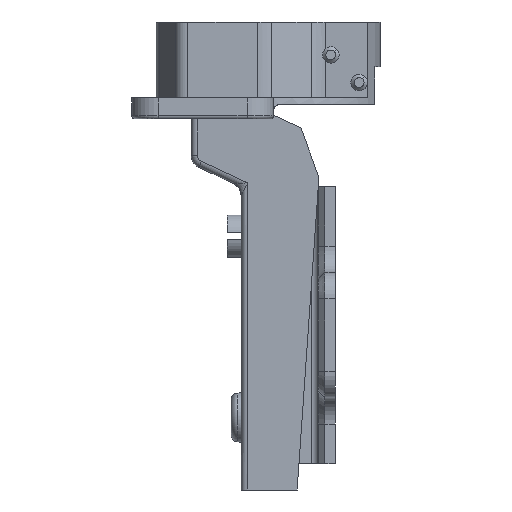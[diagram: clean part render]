
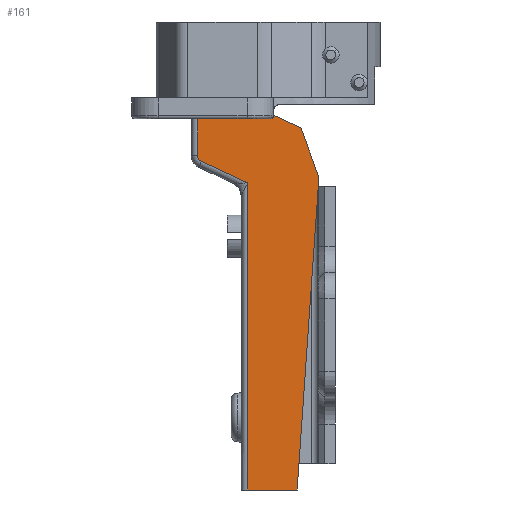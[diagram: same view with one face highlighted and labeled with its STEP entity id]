
A CAD part, left-side view. The second image highlights one B-rep face of the part: STEP entity #161.
In plain terms, the highlighted planar face has unit normal (-1, 0, 0).
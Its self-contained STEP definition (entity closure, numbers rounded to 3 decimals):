
#3 = CARTESIAN_POINT ( 'NONE',  ( -8.25, -9.064, 54.959 ) ) ;
#140 = CARTESIAN_POINT ( 'NONE',  ( -8.25, 6.6, 50.774 ) ) ;
#161 = ADVANCED_FACE ( 'NONE', ( #6330, #434 ), #4894, .F. ) ;
#239 = ORIENTED_EDGE ( 'NONE', *, *, #894, .F. ) ;
#395 = CARTESIAN_POINT ( 'NONE',  ( -8.25, 6.6, 65. ) ) ;
#434 = FACE_OUTER_BOUND ( 'NONE', #14350, .T. ) ;
#444 = CARTESIAN_POINT ( 'NONE',  ( -8.25, 6.1, 60. ) ) ;
#532 = CARTESIAN_POINT ( 'NONE',  ( -8.25, 0.1, 65. ) ) ;
#604 = VERTEX_POINT ( 'NONE', #12721 ) ;
#656 = VECTOR ( 'NONE', #1288, 1000. ) ;
#805 = DIRECTION ( 'NONE',  ( 0., 0., -1. ) ) ;
#856 = VERTEX_POINT ( 'NONE', #6721 ) ;
#867 = VERTEX_POINT ( 'NONE', #140 ) ;
#894 = EDGE_CURVE ( 'NONE', #4205, #604, #9136, .T. ) ;
#899 = VERTEX_POINT ( 'NONE', #11246 ) ;
#924 = ORIENTED_EDGE ( 'NONE', *, *, #7693, .T. ) ;
#1070 = DIRECTION ( 'NONE',  ( 0., 0., -1. ) ) ;
#1160 = ORIENTED_EDGE ( 'NONE', *, *, #12345, .F. ) ;
#1288 = DIRECTION ( 'NONE',  ( 0., 0., -1. ) ) ;
#1373 = DIRECTION ( 'NONE',  ( 0., 0., 1. ) ) ;
#1596 = CIRCLE ( 'NONE', #12075, 2. ) ;
#1629 = CARTESIAN_POINT ( 'NONE',  ( -8.25, -8.5, 0. ) ) ;
#1645 = DIRECTION ( 'NONE',  ( 0., 0., -1. ) ) ;
#2027 = VERTEX_POINT ( 'NONE', #5732 ) ;
#2062 = VERTEX_POINT ( 'NONE', #5805 ) ;
#2171 = VERTEX_POINT ( 'NONE', #3618 ) ;
#2325 = LINE ( 'NONE', #9130, #10540 ) ;
#2353 = CARTESIAN_POINT ( 'NONE',  ( -8.25, -8.5, 0. ) ) ;
#2370 = CARTESIAN_POINT ( 'NONE',  ( -8.25, 10.239, 51.834 ) ) ;
#2375 = ORIENTED_EDGE ( 'NONE', *, *, #9599, .F. ) ;
#2377 = VECTOR ( 'NONE', #4605, 1000. ) ;
#2587 = EDGE_CURVE ( 'NONE', #2027, #2171, #1596, .T. ) ;
#2803 = DIRECTION ( 'NONE',  ( 1., 0., 0. ) ) ;
#3050 = DIRECTION ( 'NONE',  ( 1., 0., 0. ) ) ;
#3353 = CIRCLE ( 'NONE', #5436, 1. ) ;
#3363 = CARTESIAN_POINT ( 'NONE',  ( -8.25, 4.1, 65. ) ) ;
#3378 = EDGE_CURVE ( 'NONE', #9940, #5875, #8156, .T. ) ;
#3535 = LINE ( 'NONE', #4772, #4573 ) ;
#3618 = CARTESIAN_POINT ( 'NONE',  ( -8.25, 4.1, 67. ) ) ;
#3914 = EDGE_CURVE ( 'NONE', #899, #9940, #6562, .T. ) ;
#3975 = DIRECTION ( 'NONE',  ( 0., 0., -1. ) ) ;
#3989 = DIRECTION ( 'NONE',  ( 0., -1., 0. ) ) ;
#3997 = EDGE_CURVE ( 'NONE', #14367, #2027, #2325, .T. ) ;
#4012 = CARTESIAN_POINT ( 'NONE',  ( -8.25, 5.6, 50.774 ) ) ;
#4069 = CARTESIAN_POINT ( 'NONE',  ( -8.25, -1.9, 65. ) ) ;
#4137 = LINE ( 'NONE', #7562, #6432 ) ;
#4157 = DIRECTION ( 'NONE',  ( 0., 0., -1. ) ) ;
#4205 = VERTEX_POINT ( 'NONE', #4069 ) ;
#4571 = CARTESIAN_POINT ( 'NONE',  ( -8.25, 0.1, 67. ) ) ;
#4573 = VECTOR ( 'NONE', #10177, 1000. ) ;
#4605 = DIRECTION ( 'NONE',  ( 0., 0.069, -0.998 ) ) ;
#4611 = ORIENTED_EDGE ( 'NONE', *, *, #5416, .T. ) ;
#4772 = CARTESIAN_POINT ( 'NONE',  ( -8.25, -1.9, 58.3 ) ) ;
#4894 = PLANE ( 'NONE',  #13909 ) ;
#4904 = VERTEX_POINT ( 'NONE', #7386 ) ;
#4995 = DIRECTION ( 'NONE',  ( 0., 0., -1. ) ) ;
#5057 = LINE ( 'NONE', #395, #9174 ) ;
#5373 = ORIENTED_EDGE ( 'NONE', *, *, #9384, .F. ) ;
#5416 = EDGE_CURVE ( 'NONE', #11130, #5875, #12253, .T. ) ;
#5436 = AXIS2_PLACEMENT_3D ( 'NONE', #4012, #9969, #5593 ) ;
#5567 = VECTOR ( 'NONE', #3989, 1000. ) ;
#5583 = ORIENTED_EDGE ( 'NONE', *, *, #3997, .F. ) ;
#5593 = DIRECTION ( 'NONE',  ( 0., 0., -1. ) ) ;
#5607 = EDGE_CURVE ( 'NONE', #2171, #8203, #9458, .T. ) ;
#5638 = VECTOR ( 'NONE', #9387, 1000. ) ;
#5662 = CARTESIAN_POINT ( 'NONE',  ( -8.25, -1., 0. ) ) ;
#5688 = ORIENTED_EDGE ( 'NONE', *, *, #2587, .F. ) ;
#5732 = CARTESIAN_POINT ( 'NONE',  ( -8.25, 6.1, 65. ) ) ;
#5805 = CARTESIAN_POINT ( 'NONE',  ( -8.25, 3.7, 62.65 ) ) ;
#5875 = VERTEX_POINT ( 'NONE', #5662 ) ;
#6330 = FACE_BOUND ( 'NONE', #8122, .T. ) ;
#6344 = CIRCLE ( 'NONE', #13122, 1.25 ) ;
#6432 = VECTOR ( 'NONE', #6691, 1000. ) ;
#6561 = DIRECTION ( 'NONE',  ( 1., 0., 0. ) ) ;
#6562 = LINE ( 'NONE', #7731, #2377 ) ;
#6647 = VECTOR ( 'NONE', #13336, 1000. ) ;
#6691 = DIRECTION ( 'NONE',  ( 0., -1., 0. ) ) ;
#6721 = CARTESIAN_POINT ( 'NONE',  ( -8.25, 3.7, 65.15 ) ) ;
#7386 = CARTESIAN_POINT ( 'NONE',  ( -8.25, 6.6, 60. ) ) ;
#7562 = CARTESIAN_POINT ( 'NONE',  ( -8.25, 7.6, 60. ) ) ;
#7605 = DIRECTION ( 'NONE',  ( 1., 0., 0. ) ) ;
#7669 = CARTESIAN_POINT ( 'NONE',  ( -8.25, -1., 46.593 ) ) ;
#7693 = EDGE_CURVE ( 'NONE', #856, #2062, #6344, .T. ) ;
#7731 = CARTESIAN_POINT ( 'NONE',  ( -8.25, -11.8, 47.442 ) ) ;
#7747 = DIRECTION ( 'NONE',  ( 0., -0.342, -0.94 ) ) ;
#7900 = LINE ( 'NONE', #14249, #9216 ) ;
#8007 = AXIS2_PLACEMENT_3D ( 'NONE', #532, #2803, #4995 ) ;
#8122 = EDGE_LOOP ( 'NONE', ( #8509, #924 ) ) ;
#8156 = LINE ( 'NONE', #1629, #5638 ) ;
#8203 = VERTEX_POINT ( 'NONE', #4571 ) ;
#8342 = CIRCLE ( 'NONE', #12547, 1.25 ) ;
#8398 = EDGE_CURVE ( 'NONE', #4904, #867, #5057, .T. ) ;
#8433 = CARTESIAN_POINT ( 'NONE',  ( -8.25, 4.1, 67. ) ) ;
#8442 = VERTEX_POINT ( 'NONE', #13973 ) ;
#8509 = ORIENTED_EDGE ( 'NONE', *, *, #14096, .T. ) ;
#9025 = LINE ( 'NONE', #2370, #6647 ) ;
#9130 = CARTESIAN_POINT ( 'NONE',  ( -8.25, 6.1, 60. ) ) ;
#9136 = LINE ( 'NONE', #12488, #12636 ) ;
#9174 = VECTOR ( 'NONE', #3975, 1000. ) ;
#9216 = VECTOR ( 'NONE', #7747, 1000. ) ;
#9384 = EDGE_CURVE ( 'NONE', #8442, #867, #3353, .T. ) ;
#9387 = DIRECTION ( 'NONE',  ( 0., 1., 0. ) ) ;
#9458 = LINE ( 'NONE', #8433, #5567 ) ;
#9599 = EDGE_CURVE ( 'NONE', #8203, #4205, #14309, .T. ) ;
#9735 = ORIENTED_EDGE ( 'NONE', *, *, #5607, .F. ) ;
#9940 = VERTEX_POINT ( 'NONE', #2353 ) ;
#9969 = DIRECTION ( 'NONE',  ( 1., 0., 0. ) ) ;
#10177 = DIRECTION ( 'NONE',  ( 0., -0.906, -0.423 ) ) ;
#10265 = EDGE_CURVE ( 'NONE', #8442, #11130, #9025, .T. ) ;
#10540 = VECTOR ( 'NONE', #1373, 1000. ) ;
#10858 = EDGE_CURVE ( 'NONE', #604, #13709, #3535, .T. ) ;
#11130 = VERTEX_POINT ( 'NONE', #7669 ) ;
#11246 = CARTESIAN_POINT ( 'NONE',  ( -8.25, -11.8, 47.442 ) ) ;
#11576 = ORIENTED_EDGE ( 'NONE', *, *, #8398, .T. ) ;
#12075 = AXIS2_PLACEMENT_3D ( 'NONE', #3363, #6561, #4157 ) ;
#12197 = DIRECTION ( 'NONE',  ( 0., 0., -1. ) ) ;
#12253 = LINE ( 'NONE', #13350, #656 ) ;
#12345 = EDGE_CURVE ( 'NONE', #13709, #899, #7900, .T. ) ;
#12488 = CARTESIAN_POINT ( 'NONE',  ( -8.25, -1.9, 65. ) ) ;
#12515 = ORIENTED_EDGE ( 'NONE', *, *, #3378, .F. ) ;
#12547 = AXIS2_PLACEMENT_3D ( 'NONE', #13161, #7605, #805 ) ;
#12607 = ORIENTED_EDGE ( 'NONE', *, *, #10265, .T. ) ;
#12636 = VECTOR ( 'NONE', #12197, 1000. ) ;
#12706 = CARTESIAN_POINT ( 'NONE',  ( -8.25, 4.1, 65. ) ) ;
#12721 = CARTESIAN_POINT ( 'NONE',  ( -8.25, -1.9, 58.3 ) ) ;
#13122 = AXIS2_PLACEMENT_3D ( 'NONE', #14010, #3050, #1645 ) ;
#13161 = CARTESIAN_POINT ( 'NONE',  ( -8.25, 3.7, 63.9 ) ) ;
#13202 = EDGE_CURVE ( 'NONE', #4904, #14367, #4137, .T. ) ;
#13336 = DIRECTION ( 'NONE',  ( 0., -0.906, -0.423 ) ) ;
#13350 = CARTESIAN_POINT ( 'NONE',  ( -8.25, -1., 65. ) ) ;
#13709 = VERTEX_POINT ( 'NONE', #3 ) ;
#13806 = DIRECTION ( 'NONE',  ( 1., 0., 0. ) ) ;
#13909 = AXIS2_PLACEMENT_3D ( 'NONE', #12706, #13806, #1070 ) ;
#13973 = CARTESIAN_POINT ( 'NONE',  ( -8.25, 6.023, 49.868 ) ) ;
#14010 = CARTESIAN_POINT ( 'NONE',  ( -8.25, 3.7, 63.9 ) ) ;
#14096 = EDGE_CURVE ( 'NONE', #2062, #856, #8342, .T. ) ;
#14129 = ORIENTED_EDGE ( 'NONE', *, *, #10858, .F. ) ;
#14249 = CARTESIAN_POINT ( 'NONE',  ( -8.25, -9.064, 54.959 ) ) ;
#14309 = CIRCLE ( 'NONE', #8007, 2. ) ;
#14318 = ORIENTED_EDGE ( 'NONE', *, *, #3914, .F. ) ;
#14350 = EDGE_LOOP ( 'NONE', ( #5373, #12607, #4611, #12515, #14318, #1160, #14129, #239, #2375, #9735, #5688, #5583, #14393, #11576 ) ) ;
#14367 = VERTEX_POINT ( 'NONE', #444 ) ;
#14393 = ORIENTED_EDGE ( 'NONE', *, *, #13202, .F. ) ;
